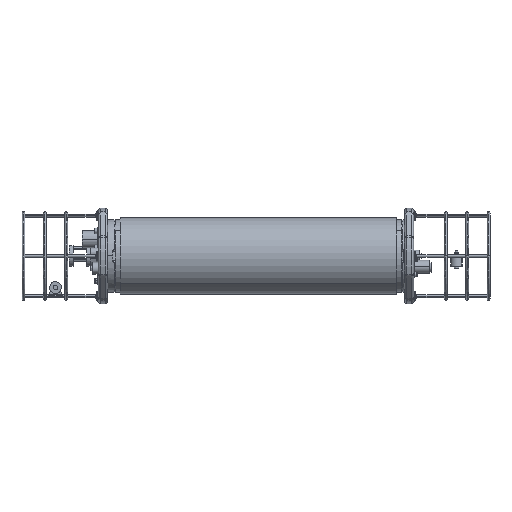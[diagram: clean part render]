
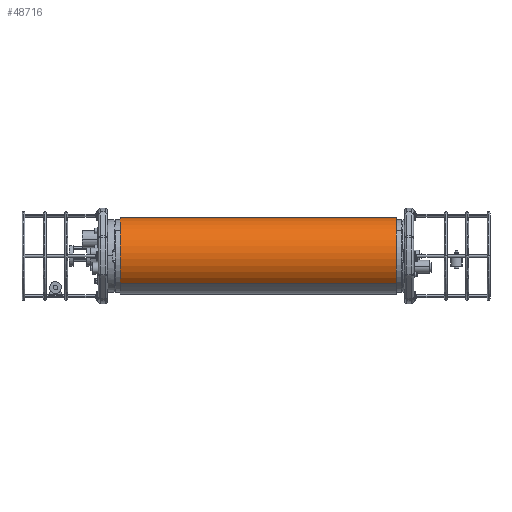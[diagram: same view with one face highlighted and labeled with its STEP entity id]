
A CAD part, top view. The second image highlights one B-rep face of the part: STEP entity #48716.
In plain terms, the highlighted cylindrical face has radius 71.475 mm (diameter 142.95 mm), a partial arc.
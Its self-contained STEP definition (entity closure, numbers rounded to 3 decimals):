
#2562 = ORIENTED_EDGE ( 'NONE', *, *, #35327, .T. ) ;
#2738 = LINE ( 'NONE', #64617, #4357 ) ;
#4357 = VECTOR ( 'NONE', #32279, 1000. ) ;
#5271 = EDGE_CURVE ( 'NONE', #67119, #21780, #61881, .T. ) ;
#10151 = ORIENTED_EDGE ( 'NONE', *, *, #35032, .F. ) ;
#18806 = CARTESIAN_POINT ( 'NONE',  ( 525., 0., 0. ) ) ;
#20536 = CARTESIAN_POINT ( 'NONE',  ( 10., 0., 0. ) ) ;
#20863 = CARTESIAN_POINT ( 'NONE',  ( 525., 50.54, -50.54 ) ) ;
#21180 = CARTESIAN_POINT ( 'NONE',  ( 10., 50.54, -50.54 ) ) ;
#21780 = VERTEX_POINT ( 'NONE', #21180 ) ;
#23400 = AXIS2_PLACEMENT_3D ( 'NONE', #58921, #26591, #64367 ) ;
#24195 = DIRECTION ( 'NONE',  ( 0., -0.707, 0.707 ) ) ;
#25929 = CARTESIAN_POINT ( 'NONE',  ( 10., -50.54, 50.54 ) ) ;
#25965 = DIRECTION ( 'NONE',  ( 0., -0.707, 0.707 ) ) ;
#26591 = DIRECTION ( 'NONE',  ( -1., 0., 0. ) ) ;
#32279 = DIRECTION ( 'NONE',  ( -1., 0., 0. ) ) ;
#32571 = ORIENTED_EDGE ( 'NONE', *, *, #5271, .T. ) ;
#33139 = VECTOR ( 'NONE', #57601, 1000. ) ;
#35032 = EDGE_CURVE ( 'NONE', #50167, #50613, #2738, .T. ) ;
#35327 = EDGE_CURVE ( 'NONE', #50167, #67119, #57512, .T. ) ;
#47236 = AXIS2_PLACEMENT_3D ( 'NONE', #20536, #58312, #25965 ) ;
#47443 = ORIENTED_EDGE ( 'NONE', *, *, #55229, .F. ) ;
#47896 = CARTESIAN_POINT ( 'NONE',  ( 525., -50.54, 50.54 ) ) ;
#48716 = ADVANCED_FACE ( 'NONE', ( #68116 ), #66417, .T. ) ;
#48729 = CIRCLE ( 'NONE', #47236, 71.475 ) ;
#50167 = VERTEX_POINT ( 'NONE', #47896 ) ;
#50613 = VERTEX_POINT ( 'NONE', #25929 ) ;
#53652 = AXIS2_PLACEMENT_3D ( 'NONE', #18806, #56590, #24195 ) ;
#55229 = EDGE_CURVE ( 'NONE', #50613, #21780, #48729, .T. ) ;
#56590 = DIRECTION ( 'NONE',  ( -1., 0., 0. ) ) ;
#57512 = CIRCLE ( 'NONE', #53652, 71.475 ) ;
#57601 = DIRECTION ( 'NONE',  ( -1., 0., 0. ) ) ;
#58312 = DIRECTION ( 'NONE',  ( -1., 0., 0. ) ) ;
#58921 = CARTESIAN_POINT ( 'NONE',  ( 525., 0., 0. ) ) ;
#61881 = LINE ( 'NONE', #68450, #33139 ) ;
#64367 = DIRECTION ( 'NONE',  ( 0., -0.707, 0.707 ) ) ;
#64617 = CARTESIAN_POINT ( 'NONE',  ( 525., -50.54, 50.54 ) ) ;
#66417 = CYLINDRICAL_SURFACE ( 'NONE', #23400, 71.475 ) ;
#66815 = EDGE_LOOP ( 'NONE', ( #2562, #32571, #47443, #10151 ) ) ;
#67119 = VERTEX_POINT ( 'NONE', #20863 ) ;
#68116 = FACE_OUTER_BOUND ( 'NONE', #66815, .T. ) ;
#68450 = CARTESIAN_POINT ( 'NONE',  ( 525., 50.54, -50.54 ) ) ;
